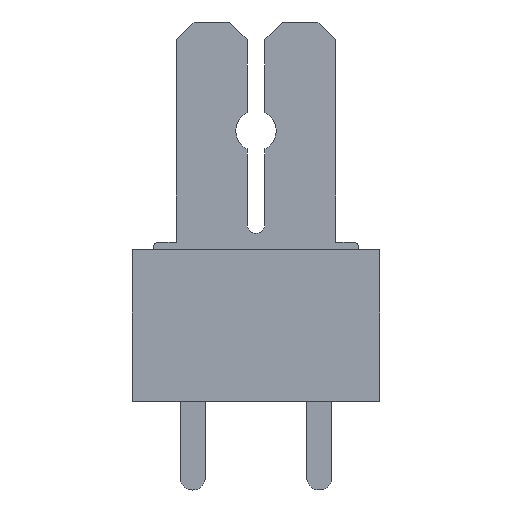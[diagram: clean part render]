
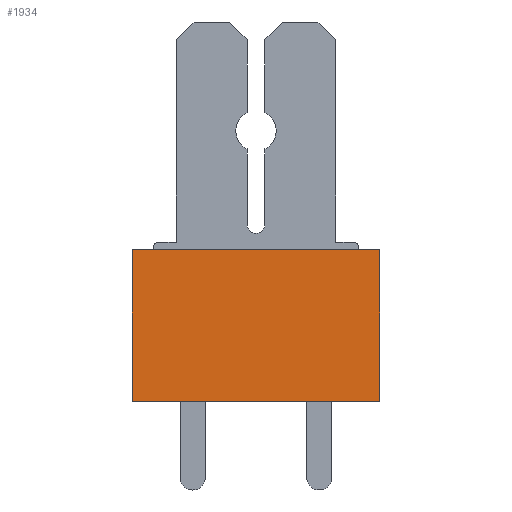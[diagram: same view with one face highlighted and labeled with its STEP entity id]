
A CAD part, left-side view. The second image highlights one B-rep face of the part: STEP entity #1934.
In plain terms, the highlighted planar face has unit normal (-1, 0, 0).
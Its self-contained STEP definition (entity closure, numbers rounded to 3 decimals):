
#1926=AXIS2_PLACEMENT_3D('Plane Axis2P3D',#1923,#1924,#1925) ;
#49=CARTESIAN_POINT('Vertex',(0.,9.8,9.5)) ;
#52=CARTESIAN_POINT('Line Origine',(0.,4.9,9.5)) ;
#56=CARTESIAN_POINT('Vertex',(0.,0.,9.5)) ;
#971=CARTESIAN_POINT('Vertex',(0.,9.8,3.5)) ;
#974=CARTESIAN_POINT('Line Origine',(0.,9.8,6.5)) ;
#1002=CARTESIAN_POINT('Vertex',(0.,0.,3.5)) ;
#1005=CARTESIAN_POINT('Line Origine',(0.,4.9,3.5)) ;
#1911=CARTESIAN_POINT('Line Origine',(0.,0.,6.5)) ;
#1923=CARTESIAN_POINT('Axis2P3D Location',(0.,0.,0.)) ;
#53=DIRECTION('Vector Direction',(0.,-1.,0.)) ;
#975=DIRECTION('Vector Direction',(0.,0.,1.)) ;
#1006=DIRECTION('Vector Direction',(0.,1.,0.)) ;
#1912=DIRECTION('Vector Direction',(0.,0.,-1.)) ;
#1924=DIRECTION('Axis2P3D Direction',(-1.,0.,0.)) ;
#1925=DIRECTION('Axis2P3D XDirection',(0.,0.,1.)) ;
#54=VECTOR('Line Direction',#53,1.) ;
#976=VECTOR('Line Direction',#975,1.) ;
#1007=VECTOR('Line Direction',#1006,1.) ;
#1913=VECTOR('Line Direction',#1912,1.) ;
#1929=ORIENTED_EDGE('',*,*,#58,.T.) ;
#1930=ORIENTED_EDGE('',*,*,#978,.T.) ;
#1931=ORIENTED_EDGE('',*,*,#1009,.T.) ;
#1932=ORIENTED_EDGE('',*,*,#1915,.T.) ;
#1934=ADVANCED_FACE('Housing',(#1933),#1927,.T.) ;
#58=EDGE_CURVE('',#57,#50,#55,.F.) ;
#978=EDGE_CURVE('',#50,#972,#977,.F.) ;
#1009=EDGE_CURVE('',#972,#1003,#1008,.F.) ;
#1915=EDGE_CURVE('',#1003,#57,#1914,.F.) ;
#1928=EDGE_LOOP('',(#1929,#1930,#1931,#1932)) ;
#1933=FACE_OUTER_BOUND('',#1928,.T.) ;
#55=LINE('Line',#52,#54) ;
#977=LINE('Line',#974,#976) ;
#1008=LINE('Line',#1005,#1007) ;
#1914=LINE('Line',#1911,#1913) ;
#1927=PLANE('',#1926) ;
#50=VERTEX_POINT('',#49) ;
#57=VERTEX_POINT('',#56) ;
#972=VERTEX_POINT('',#971) ;
#1003=VERTEX_POINT('',#1002) ;
